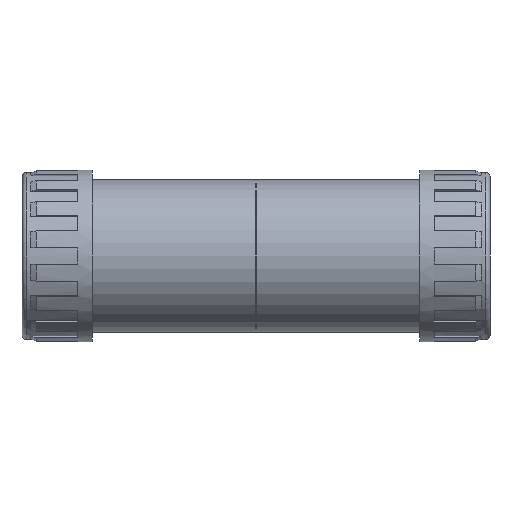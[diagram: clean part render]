
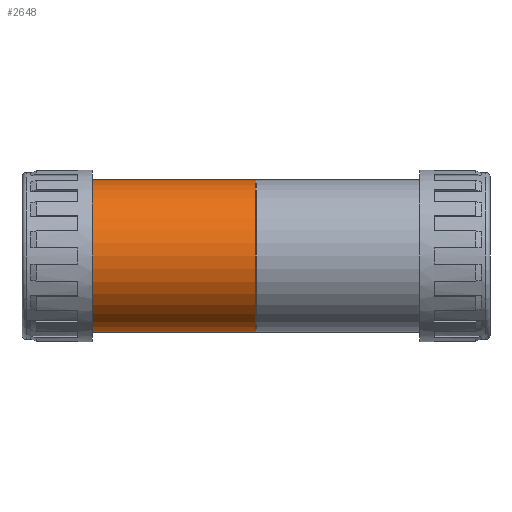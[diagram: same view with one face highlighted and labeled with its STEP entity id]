
A CAD part, front view. The second image highlights one B-rep face of the part: STEP entity #2648.
In plain terms, the highlighted cylindrical face has radius 17.75 mm (diameter 35.5 mm), a partial arc.
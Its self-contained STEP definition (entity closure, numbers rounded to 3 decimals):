
#62 = EDGE_CURVE ( 'NONE', #1116, #184, #990, .T. ) ;
#184 = VERTEX_POINT ( 'NONE', #926 ) ;
#348 = VERTEX_POINT ( 'NONE', #6370 ) ;
#449 = CARTESIAN_POINT ( 'NONE',  ( -1387.525, 0., -17.75 ) ) ;
#474 = CIRCLE ( 'NONE', #779, 17.75 ) ;
#487 = ORIENTED_EDGE ( 'NONE', *, *, #2080, .F. ) ;
#629 = ORIENTED_EDGE ( 'NONE', *, *, #3702, .F. ) ;
#779 = AXIS2_PLACEMENT_3D ( 'NONE', #4618, #1603, #5104 ) ;
#839 = CARTESIAN_POINT ( 'NONE',  ( -0.025, 0., 0. ) ) ;
#926 = CARTESIAN_POINT ( 'NONE',  ( -0.025, 0., 17.75 ) ) ;
#990 = CIRCLE ( 'NONE', #2671, 17.75 ) ;
#1116 = VERTEX_POINT ( 'NONE', #1394 ) ;
#1356 = VECTOR ( 'NONE', #5747, 1000. ) ;
#1394 = CARTESIAN_POINT ( 'NONE',  ( -0.025, 0., -17.75 ) ) ;
#1430 = CYLINDRICAL_SURFACE ( 'NONE', #5133, 17.75 ) ;
#1506 = VERTEX_POINT ( 'NONE', #1660 ) ;
#1522 = LINE ( 'NONE', #449, #1356 ) ;
#1603 = DIRECTION ( 'NONE',  ( -1., 0., 0. ) ) ;
#1660 = CARTESIAN_POINT ( 'NONE',  ( -38.25, 0., 17.75 ) ) ;
#2026 = VECTOR ( 'NONE', #5741, 1000. ) ;
#2080 = EDGE_CURVE ( 'NONE', #1116, #348, #1522, .T. ) ;
#2648 = ADVANCED_FACE ( 'NONE', ( #5418 ), #1430, .T. ) ;
#2671 = AXIS2_PLACEMENT_3D ( 'NONE', #839, #4880, #5832 ) ;
#3159 = ORIENTED_EDGE ( 'NONE', *, *, #62, .T. ) ;
#3384 = LINE ( 'NONE', #5276, #2026 ) ;
#3702 = EDGE_CURVE ( 'NONE', #348, #1506, #474, .T. ) ;
#3782 = DIRECTION ( 'NONE',  ( 0., 0., 1. ) ) ;
#3881 = EDGE_CURVE ( 'NONE', #184, #1506, #3384, .T. ) ;
#4097 = EDGE_LOOP ( 'NONE', ( #487, #3159, #4488, #629 ) ) ;
#4488 = ORIENTED_EDGE ( 'NONE', *, *, #3881, .T. ) ;
#4618 = CARTESIAN_POINT ( 'NONE',  ( -38.25, 0., 0. ) ) ;
#4763 = CARTESIAN_POINT ( 'NONE',  ( -1387.525, 0., 0. ) ) ;
#4880 = DIRECTION ( 'NONE',  ( -1., 0., 0. ) ) ;
#5104 = DIRECTION ( 'NONE',  ( 0., 0., 1. ) ) ;
#5133 = AXIS2_PLACEMENT_3D ( 'NONE', #4763, #5231, #3782 ) ;
#5231 = DIRECTION ( 'NONE',  ( -1., 0., 0. ) ) ;
#5276 = CARTESIAN_POINT ( 'NONE',  ( -1387.525, 0., 17.75 ) ) ;
#5418 = FACE_OUTER_BOUND ( 'NONE', #4097, .T. ) ;
#5741 = DIRECTION ( 'NONE',  ( -1., 0., 0. ) ) ;
#5747 = DIRECTION ( 'NONE',  ( -1., 0., 0. ) ) ;
#5832 = DIRECTION ( 'NONE',  ( 0., 0., 1. ) ) ;
#6370 = CARTESIAN_POINT ( 'NONE',  ( -38.25, 0., -17.75 ) ) ;
